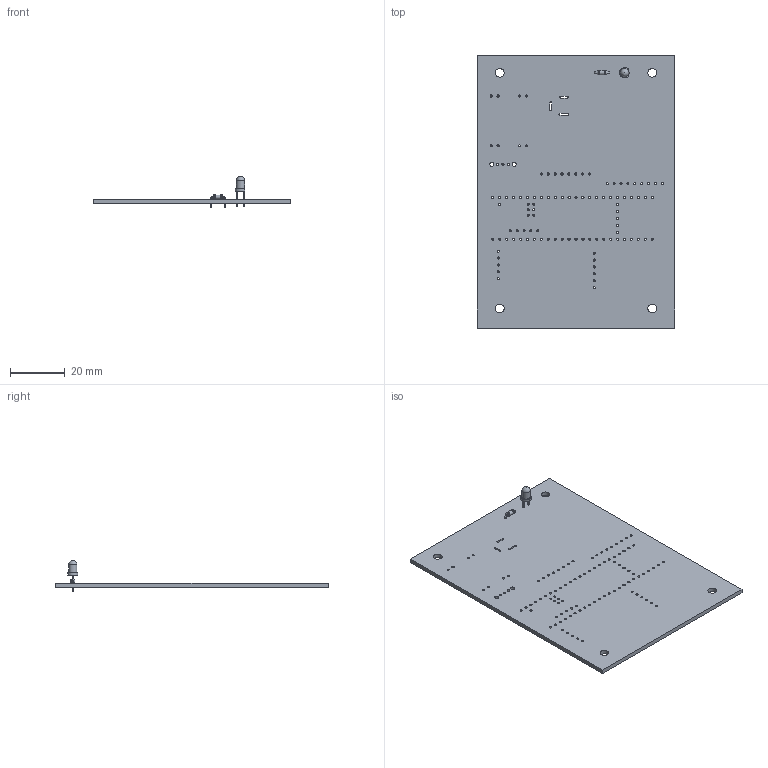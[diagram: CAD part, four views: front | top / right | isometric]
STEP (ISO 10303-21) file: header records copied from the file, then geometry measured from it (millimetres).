
FILE_DESCRIPTION(('KiCad electronic assembly'),'2;1');
FILE_NAME('Avionics-System.step','2024-04-12T15:43:24',('Pcbnew'),( 'Kicad'),'Open CASCADE STEP processor 7.7','KiCad to STEP converter' ,'Unknown');
FILE_SCHEMA(('AUTOMOTIVE_DESIGN { 1 0 10303 214 1 1 1 1 }'));
Length unit declared in the file: millimetre
Products named in the file (6): Avionics-System 1; R_Axial_DIN0204_L3.6mm_D1.6mm_P5.08mm_Horizontal; SOLID; LED_D3.0mm; _autosave-Avionics-System PCB
Assembly tree (5 placements, depth 3):
  Avionics-System 1
    R_Axial_DIN0204_L3.6mm_D1.6mm_P5.08mm_Horizontal
      SOLID
    LED_D3.0mm
      SOLID
    _autosave-Avionics-System PCB
Bounding box: 72.39 x 99.69 x 11.3 mm (x, y, z)
Volume: 11301.4 mm3; surface area: 15438.8 mm2
Topology: 3 solids, 3 shells, 217 faces, 612 edges, 406 vertices
Faces by surface type: cylinder 121, plane 91, torus 4, sphere 1
Full cylindrical faces by diameter (mm): 0.5 x2, 0.7 x8, 0.75 x5, 0.762 x36, 0.8 x57, 0.9 x2, 1.44 x1, 1.5 x2, 1.6 x2, 3 x1, 3.2 x4
Entity records: 17238 total; most frequent: CARTESIAN_POINT 4797, DIRECTION 2161, ORIENTED_EDGE 1226, PCURVE 1226, DEFINITIONAL_REPRESENTATION 1226, LINE 1208, VECTOR 1208, EDGE_CURVE 613
